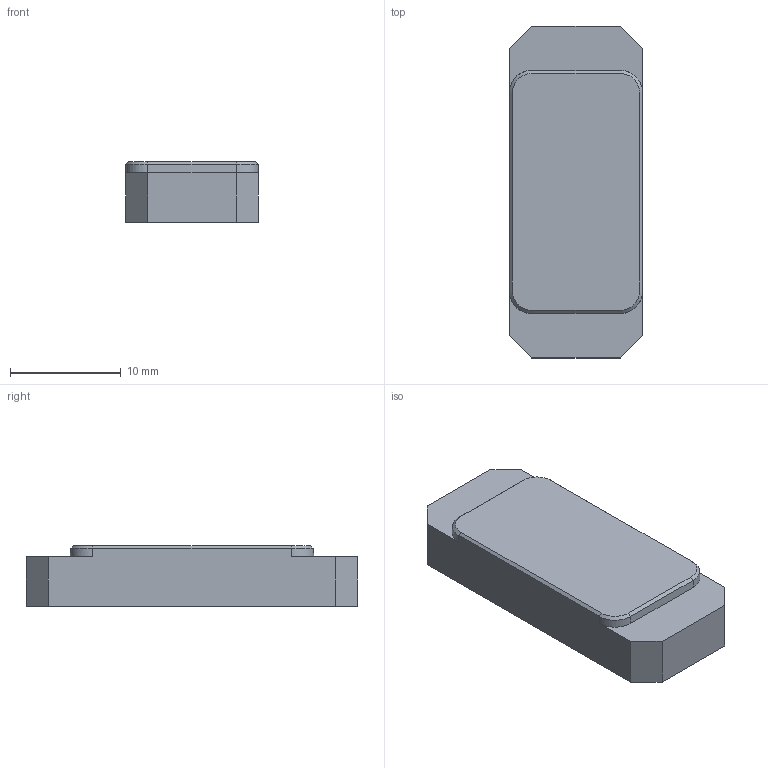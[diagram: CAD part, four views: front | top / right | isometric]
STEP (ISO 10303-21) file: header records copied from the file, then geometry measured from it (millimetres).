
FILE_DESCRIPTION(/* description */ (''),/* implementation_level */ '2;1');
FILE_NAME(/* name */ 'sandwitch-board-support.stp',/* time_stamp */ '2023-12-19T12:59:16+01:00',/* author */ ('Dominik Tebich'),/* organization */ (''),/* preprocessor_version */ 'ST-DEVELOPER v19.2',/* originating_system */ 'Autodesk Inventor 2023',/* authorisation */ '');
FILE_SCHEMA (('AUTOMOTIVE_DESIGN { 1 0 10303 214 3 1 1 }'));
Length unit declared in the file: millimetre
Products named in the file (1): sandwitch-board-support_R2
Bounding box: 12 x 30 x 5.5 mm (x, y, z)
Volume: 1829.4 mm3; surface area: 1139.4 mm2
Topology: 1 solids, 1 shells, 66 faces, 175 edges, 114 vertices
Faces by surface type: plane 38, bspline 24, cylinder 4
Entity records: 2278 total; most frequent: CARTESIAN_POINT 760, ORIENTED_EDGE 350, DIRECTION 217, EDGE_CURVE 175, LINE 123, VECTOR 123, VERTEX_POINT 114, EDGE_LOOP 69
